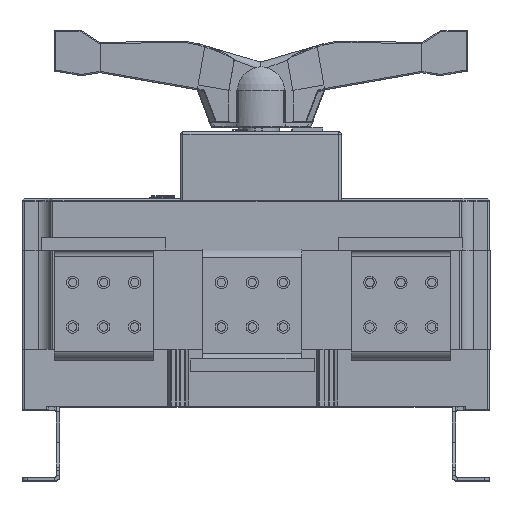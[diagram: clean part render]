
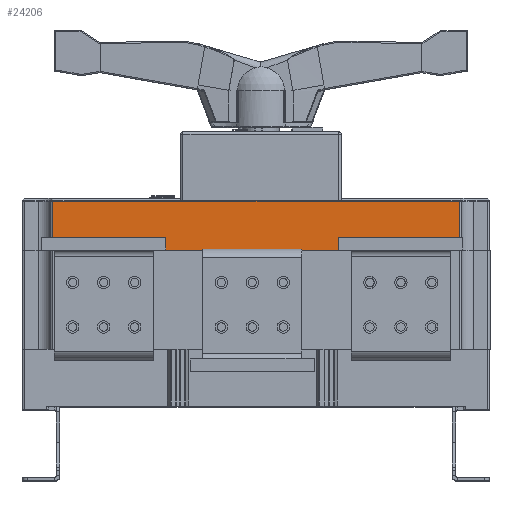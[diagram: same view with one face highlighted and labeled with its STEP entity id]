
A CAD part, top view. The second image highlights one B-rep face of the part: STEP entity #24206.
In plain terms, the highlighted planar face has unit normal (0, 0, 1).
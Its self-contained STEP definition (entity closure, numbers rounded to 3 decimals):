
#2181=DIRECTION('',(1.,0.,0.));
#2182=VECTOR('',#2181,328.);
#2183=CARTESIAN_POINT('',(-164.,0.,100.));
#2184=LINE('',#2183,#2182);
#3391=DIRECTION('',(-1.,0.,0.));
#3392=VECTOR('',#3391,328.);
#3393=CARTESIAN_POINT('',(164.,39.586,100.));
#3394=LINE('',#3393,#3392);
#7354=DIRECTION('',(0.,1.,0.));
#7355=VECTOR('',#7354,39.586);
#7356=CARTESIAN_POINT('',(164.,0.,100.));
#7357=LINE('',#7356,#7355);
#7358=DIRECTION('',(0.,-1.,0.));
#7359=VECTOR('',#7358,39.586);
#7360=CARTESIAN_POINT('',(-164.,39.586,100.));
#7361=LINE('',#7360,#7359);
#10448=CARTESIAN_POINT('',(-164.,0.,100.));
#10449=VERTEX_POINT('',#10448);
#10450=CARTESIAN_POINT('',(164.,0.,100.));
#10451=VERTEX_POINT('',#10450);
#10833=CARTESIAN_POINT('',(-164.,39.586,100.));
#10835=VERTEX_POINT('',#10833);
#10844=CARTESIAN_POINT('',(164.,39.586,100.));
#10845=VERTEX_POINT('',#10844);
#24194=CARTESIAN_POINT('',(166.,40.,100.));
#24195=DIRECTION('',(0.,0.,-1.));
#24196=DIRECTION('',(-1.,0.,0.));
#24197=AXIS2_PLACEMENT_3D('',#24194,#24195,#24196);
#24198=PLANE('',#24197);
#24199=ORIENTED_EDGE('',*,*,#24188,.F.);
#24200=ORIENTED_EDGE('',*,*,#12743,.F.);
#24202=ORIENTED_EDGE('',*,*,#24201,.F.);
#24203=ORIENTED_EDGE('',*,*,#14478,.F.);
#24204=EDGE_LOOP('',(#24199,#24200,#24202,#24203));
#24205=FACE_OUTER_BOUND('',#24204,.F.);
#24206=ADVANCED_FACE('',(#24205),#24198,.F.);
#12743=EDGE_CURVE('',#10449,#10451,#2184,.T.);
#14478=EDGE_CURVE('',#10845,#10835,#3394,.T.);
#24188=EDGE_CURVE('',#10451,#10845,#7357,.T.);
#24201=EDGE_CURVE('',#10835,#10449,#7361,.T.);
